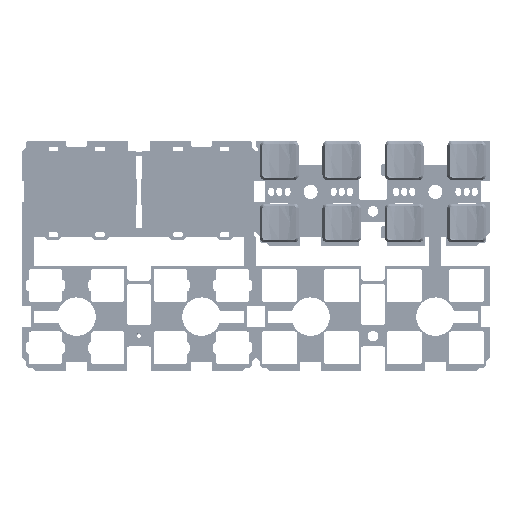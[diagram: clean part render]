
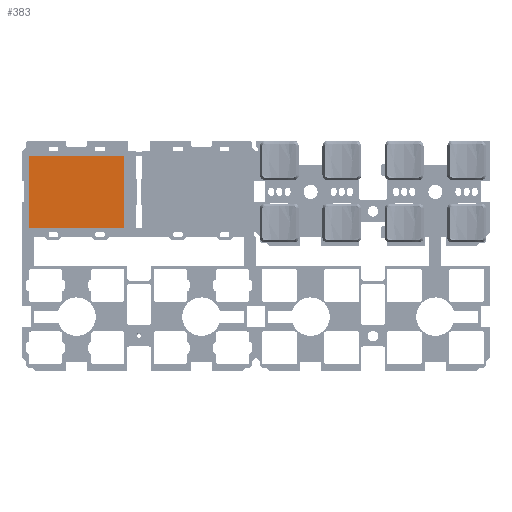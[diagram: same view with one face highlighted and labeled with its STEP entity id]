
A CAD part, top view. The second image highlights one B-rep face of the part: STEP entity #383.
In plain terms, the highlighted planar face has unit normal (0, 0, 1).
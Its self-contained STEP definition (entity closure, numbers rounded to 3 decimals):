
#269 = VERTEX_POINT('',#270);
#270 = CARTESIAN_POINT('',(-20.4,-15.3,1.));
#276 = EDGE_CURVE('',#269,#277,#279,.T.);
#277 = VERTEX_POINT('',#278);
#278 = CARTESIAN_POINT('',(-20.4,15.3,1.));
#279 = LINE('',#280,#281);
#280 = CARTESIAN_POINT('',(-20.4,-15.3,1.));
#281 = VECTOR('',#282,1.);
#282 = DIRECTION('',(0.,1.,0.));
#365 = EDGE_CURVE('',#277,#366,#368,.T.);
#366 = VERTEX_POINT('',#367);
#367 = CARTESIAN_POINT('',(20.4,15.3,1.));
#368 = LINE('',#369,#370);
#369 = CARTESIAN_POINT('',(-20.4,15.3,1.));
#370 = VECTOR('',#371,1.);
#371 = DIRECTION('',(1.,0.,0.));
#383 = ADVANCED_FACE('',(#384),#402,.T.);
#384 = FACE_BOUND('',#385,.F.);
#385 = EDGE_LOOP('',(#386,#387,#388,#396));
#386 = ORIENTED_EDGE('',*,*,#276,.T.);
#387 = ORIENTED_EDGE('',*,*,#365,.T.);
#388 = ORIENTED_EDGE('',*,*,#389,.T.);
#389 = EDGE_CURVE('',#366,#390,#392,.T.);
#390 = VERTEX_POINT('',#391);
#391 = CARTESIAN_POINT('',(20.4,-15.3,1.));
#392 = LINE('',#393,#394);
#393 = CARTESIAN_POINT('',(20.4,15.3,1.));
#394 = VECTOR('',#395,1.);
#395 = DIRECTION('',(0.,-1.,0.));
#396 = ORIENTED_EDGE('',*,*,#397,.T.);
#397 = EDGE_CURVE('',#390,#269,#398,.T.);
#398 = LINE('',#399,#400);
#399 = CARTESIAN_POINT('',(20.4,-15.3,1.));
#400 = VECTOR('',#401,1.);
#401 = DIRECTION('',(-1.,0.,0.));
#402 = PLANE('',#403);
#403 = AXIS2_PLACEMENT_3D('',#404,#405,#406);
#404 = CARTESIAN_POINT('',(0.,0.,1.));
#405 = DIRECTION('',(0.,0.,1.));
#406 = DIRECTION('',(1.,0.,-0.));
